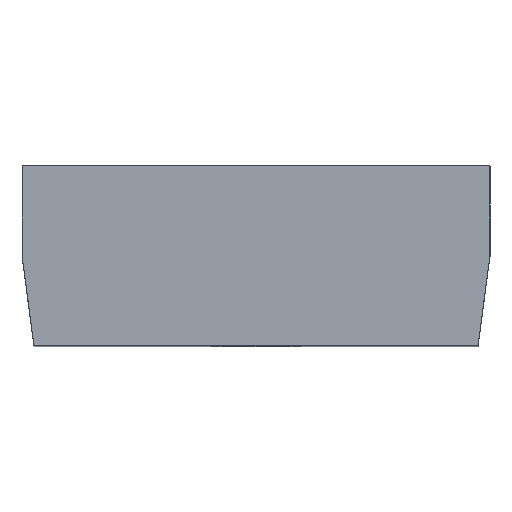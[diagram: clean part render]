
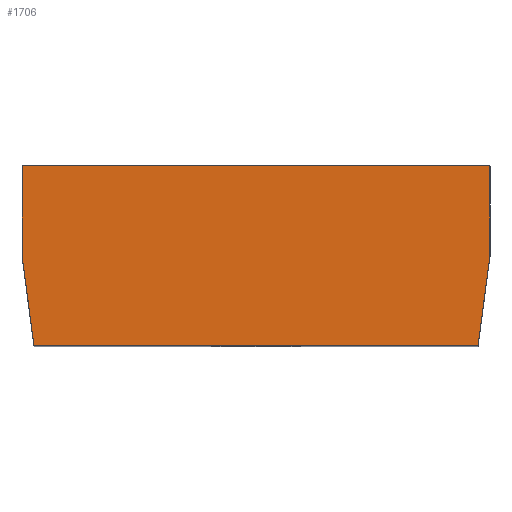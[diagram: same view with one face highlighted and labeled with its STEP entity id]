
A CAD part, top view. The second image highlights one B-rep face of the part: STEP entity #1706.
In plain terms, the highlighted planar face has unit normal (0, 0, 1).
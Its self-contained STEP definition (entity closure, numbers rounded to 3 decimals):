
#1284=CARTESIAN_POINT('',(3.9,-0.001,13.64));
#1285=VERTEX_POINT('',#1284);
#1286=CARTESIAN_POINT('',(3.7,-1.501,13.64));
#1287=VERTEX_POINT('',#1286);
#1288=CARTESIAN_POINT('',(3.9,-0.001,13.64));
#1289=DIRECTION('',(-0.132,-0.991,0.0));
#1290=VECTOR('',#1289,1.513);
#1291=LINE('',#1288,#1290);
#1292=EDGE_CURVE('',#1285,#1287,#1291,.T.);
#1372=CARTESIAN_POINT('',(-3.7,-1.501,13.64));
#1373=VERTEX_POINT('',#1372);
#1374=CARTESIAN_POINT('',(3.7,-1.501,13.64));
#1375=DIRECTION('',(-1.0,0.0,0.0));
#1376=VECTOR('',#1375,7.4);
#1377=LINE('',#1374,#1376);
#1378=EDGE_CURVE('',#1287,#1373,#1377,.T.);
#1455=CARTESIAN_POINT('',(-3.9,-0.001,13.64));
#1456=VERTEX_POINT('',#1455);
#1457=CARTESIAN_POINT('',(-3.7,-1.501,13.64));
#1458=DIRECTION('',(-0.132,0.991,0.0));
#1459=VECTOR('',#1458,1.513);
#1460=LINE('',#1457,#1459);
#1461=EDGE_CURVE('',#1373,#1456,#1460,.T.);
#1647=CARTESIAN_POINT('',(3.9,1.499,13.64));
#1648=VERTEX_POINT('',#1647);
#1655=CARTESIAN_POINT('',(3.9,1.499,13.64));
#1656=DIRECTION('',(0.0,-1.0,0.0));
#1657=VECTOR('',#1656,1.5);
#1658=LINE('',#1655,#1657);
#1659=EDGE_CURVE('',#1648,#1285,#1658,.T.);
#1670=CARTESIAN_POINT('',(-3.9,1.499,13.64));
#1671=VERTEX_POINT('',#1670);
#1672=CARTESIAN_POINT('',(-3.9,1.499,13.64));
#1673=DIRECTION('',(0.0,-1.0,0.0));
#1674=VECTOR('',#1673,1.5);
#1675=LINE('',#1672,#1674);
#1676=EDGE_CURVE('',#1671,#1456,#1675,.T.);
#1688=CARTESIAN_POINT('',(3.9,1.499,13.64));
#1689=DIRECTION('',(0.0,0.0,1.0));
#1690=DIRECTION('',(-1.0,0.0,0.0));
#1691=AXIS2_PLACEMENT_3D('',#1688,#1689,#1690);
#1692=PLANE('',#1691);
#1693=ORIENTED_EDGE('',*,*,#1292,.F.);
#1694=ORIENTED_EDGE('',*,*,#1659,.F.);
#1695=CARTESIAN_POINT('',(3.9,1.499,13.64));
#1696=DIRECTION('',(-1.0,0.0,0.0));
#1697=VECTOR('',#1696,7.8);
#1698=LINE('',#1695,#1697);
#1699=EDGE_CURVE('',#1648,#1671,#1698,.T.);
#1700=ORIENTED_EDGE('',*,*,#1699,.T.);
#1701=ORIENTED_EDGE('',*,*,#1676,.T.);
#1702=ORIENTED_EDGE('',*,*,#1461,.F.);
#1703=ORIENTED_EDGE('',*,*,#1378,.F.);
#1704=EDGE_LOOP('',(#1693,#1694,#1700,#1701,#1702,#1703));
#1705=FACE_OUTER_BOUND('',#1704,.T.);
#1706=ADVANCED_FACE('',(#1705),#1692,.T.);
